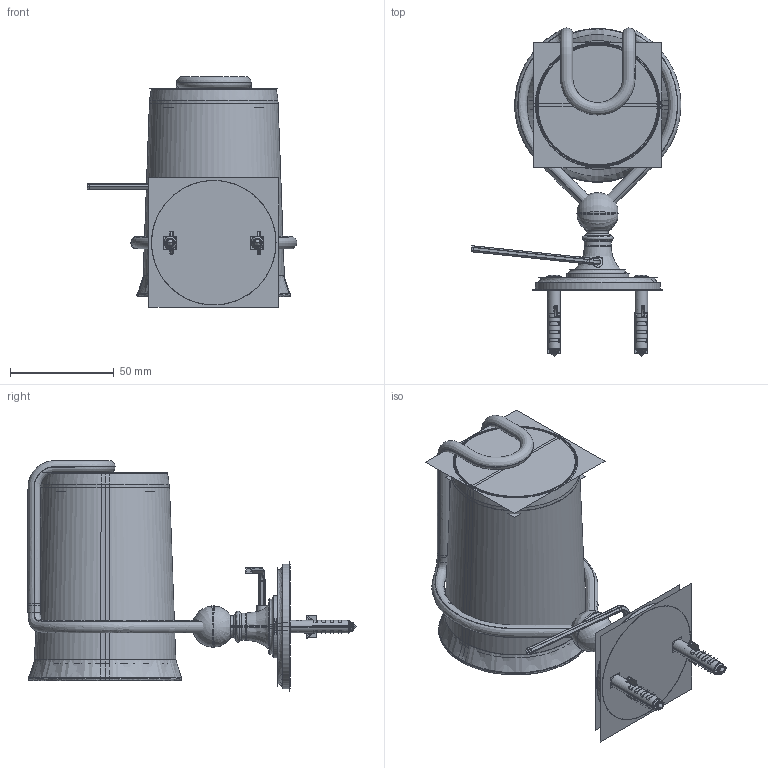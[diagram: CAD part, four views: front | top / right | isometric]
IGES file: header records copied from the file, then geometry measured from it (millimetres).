
Start section:  PTC IGES file: 2004311.igs
Global section: file name: 2004311.igs; native system: Pro/ENGINEER by Parametric Technology Corporation; preprocessor: 2008230; author: Administrator; organization: Unknown; date: 20140607.101436; units: millimetre
Bounding box: 100.89 x 157.95 x 111.2 mm (x, y, z)
Volume: 145677 mm3; surface area: 329970.4 mm2
Topology: 10 solids, 11 shells, 1298 faces, 6636 edges, 8391 vertices
Faces by surface type: revolution 762, bspline 536
